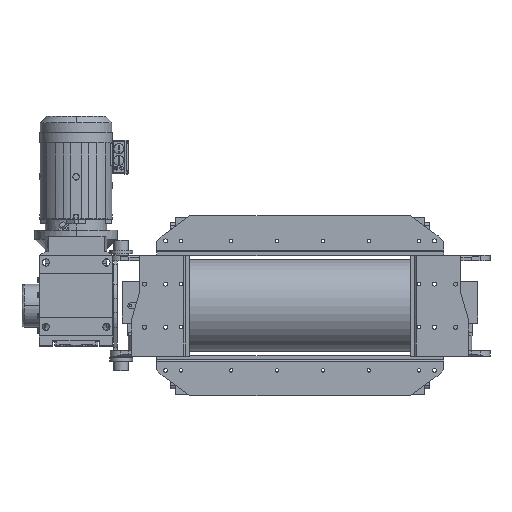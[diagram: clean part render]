
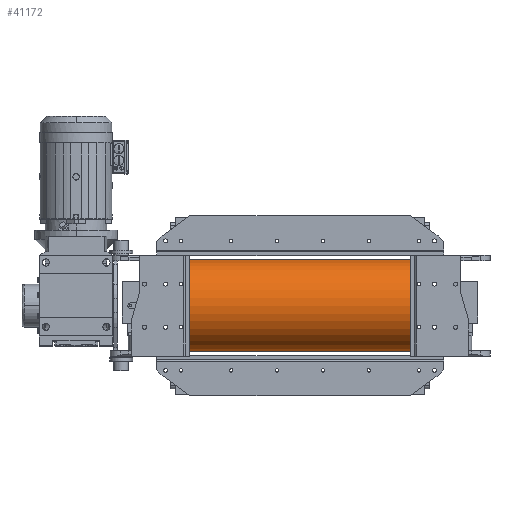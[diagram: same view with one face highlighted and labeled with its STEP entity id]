
A CAD part, front view. The second image highlights one B-rep face of the part: STEP entity #41172.
In plain terms, the highlighted cylindrical face has radius 250 mm (diameter 500 mm), a partial arc.
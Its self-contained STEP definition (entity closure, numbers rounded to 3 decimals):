
#1346 = CARTESIAN_POINT ( 'NONE',  ( -1310.107, 0., -250. ) ) ;
#5049 = VERTEX_POINT ( 'NONE', #68314 ) ;
#8445 = VECTOR ( 'NONE', #74710, 1000. ) ;
#11624 = AXIS2_PLACEMENT_3D ( 'NONE', #14400, #44205, #115807 ) ;
#12663 = LINE ( 'NONE', #1346, #8445 ) ;
#12754 = DIRECTION ( 'NONE',  ( 1., 0., 0. ) ) ;
#14400 = CARTESIAN_POINT ( 'NONE',  ( -1310.107, 0., 0. ) ) ;
#18938 = CARTESIAN_POINT ( 'NONE',  ( 603., 0., 0. ) ) ;
#19917 = ORIENTED_EDGE ( 'NONE', *, *, #55593, .T. ) ;
#23552 = AXIS2_PLACEMENT_3D ( 'NONE', #74210, #12754, #111178 ) ;
#27719 = EDGE_CURVE ( 'NONE', #42108, #5049, #104267, .T. ) ;
#28624 = CARTESIAN_POINT ( 'NONE',  ( -603., 0., 250. ) ) ;
#31912 = EDGE_CURVE ( 'NONE', #104603, #36439, #12663, .T. ) ;
#34472 = VECTOR ( 'NONE', #94116, 1000. ) ;
#36439 = VERTEX_POINT ( 'NONE', #83020 ) ;
#36937 = AXIS2_PLACEMENT_3D ( 'NONE', #18938, #66625, #38607 ) ;
#38607 = DIRECTION ( 'NONE',  ( 0., 0., 1. ) ) ;
#41172 = ADVANCED_FACE ( 'NONE', ( #97883 ), #106249, .T. ) ;
#42108 = VERTEX_POINT ( 'NONE', #28624 ) ;
#42706 = ORIENTED_EDGE ( 'NONE', *, *, #31912, .T. ) ;
#44205 = DIRECTION ( 'NONE',  ( 1., 0., 0. ) ) ;
#44835 = EDGE_CURVE ( 'NONE', #36439, #5049, #101682, .T. ) ;
#47287 = ORIENTED_EDGE ( 'NONE', *, *, #27719, .F. ) ;
#55593 = EDGE_CURVE ( 'NONE', #42108, #104603, #107451, .T. ) ;
#57766 = CARTESIAN_POINT ( 'NONE',  ( -1310.107, 0., 250. ) ) ;
#65272 = ORIENTED_EDGE ( 'NONE', *, *, #44835, .T. ) ;
#66625 = DIRECTION ( 'NONE',  ( -1., 0., 0. ) ) ;
#68314 = CARTESIAN_POINT ( 'NONE',  ( 603., 0., 250. ) ) ;
#74210 = CARTESIAN_POINT ( 'NONE',  ( -603., 0., 0. ) ) ;
#74710 = DIRECTION ( 'NONE',  ( 1., 0., 0. ) ) ;
#83020 = CARTESIAN_POINT ( 'NONE',  ( 603., 0., -250. ) ) ;
#88008 = EDGE_LOOP ( 'NONE', ( #47287, #19917, #42706, #65272 ) ) ;
#94116 = DIRECTION ( 'NONE',  ( 1., 0., 0. ) ) ;
#97883 = FACE_OUTER_BOUND ( 'NONE', #88008, .T. ) ;
#99741 = CARTESIAN_POINT ( 'NONE',  ( -603., 0., -250. ) ) ;
#101682 = CIRCLE ( 'NONE', #36937, 250. ) ;
#104267 = LINE ( 'NONE', #57766, #34472 ) ;
#104603 = VERTEX_POINT ( 'NONE', #99741 ) ;
#106249 = CYLINDRICAL_SURFACE ( 'NONE', #11624, 250. ) ;
#107451 = CIRCLE ( 'NONE', #23552, 250. ) ;
#111178 = DIRECTION ( 'NONE',  ( 0., 1., 0. ) ) ;
#115807 = DIRECTION ( 'NONE',  ( 0., 0., -1. ) ) ;
